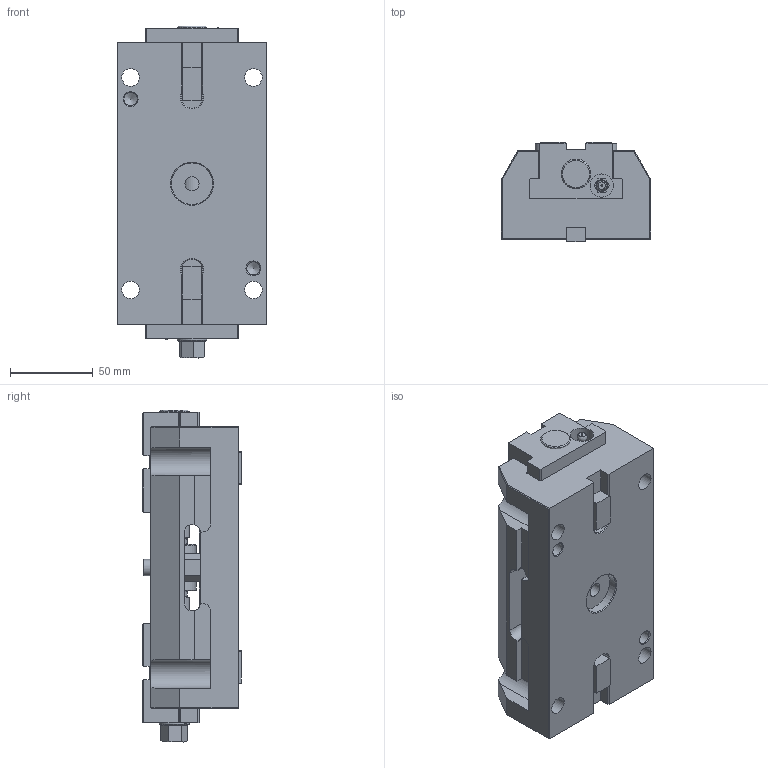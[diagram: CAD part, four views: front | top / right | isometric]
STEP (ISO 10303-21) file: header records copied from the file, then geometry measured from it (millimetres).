
FILE_DESCRIPTION(/* description */ (''),/* implementation_level */ '2;1');
FILE_NAME(/* name */ 'MZS 90 - CP.stp',/* time_stamp */ '2019-11-18T11:42:00+01:00',/* author */ ('Tecnico'),/* organization */ (''),/* preprocessor_version */ 'ST-DEVELOPER v17',/* originating_system */ 'Autodesk Inventor 2019',/* authorisation */ '');
FILE_SCHEMA (('AUTOMOTIVE_DESIGN { 1 0 10303 214 3 1 1 }'));
Length unit declared in the file: millimetre
Products named in the file (7): MZS 90; Vite; Tassello centrale; Corpo; Boccola; Griffa; Chiavetta
Assembly tree (9 placements, depth 2):
  MZS 90
    Boccola  x2
    Vite
    Chiavetta  x2
    Tassello centrale
    Corpo
    Griffa  x2
Bounding box: 90 x 59.5 x 200 mm (x, y, z)
Volume: 692831.7 mm3; surface area: 138230.6 mm2
Topology: 9 solids, 9 shells, 402 faces, 1132 edges, 758 vertices
Faces by surface type: plane 273, cylinder 76, cone 35, torus 14, sphere 4
Full cylindrical faces by diameter (mm): 5 x2, 6 x2, 6.8 x8, 8 x2, 8.5 x1, 10 x4, 10.5 x4, 14 x2, 15 x1, 15.9 x2, 16 x2, 18 x2, 25 x1, 26.5 x2
Entity records: 10602 total; most frequent: CARTESIAN_POINT 1918, DIRECTION 1795, ORIENTED_EDGE 1768, EDGE_CURVE 884, AXIS2_PLACEMENT_3D 601, VERTEX_POINT 600, LINE 593, VECTOR 593
